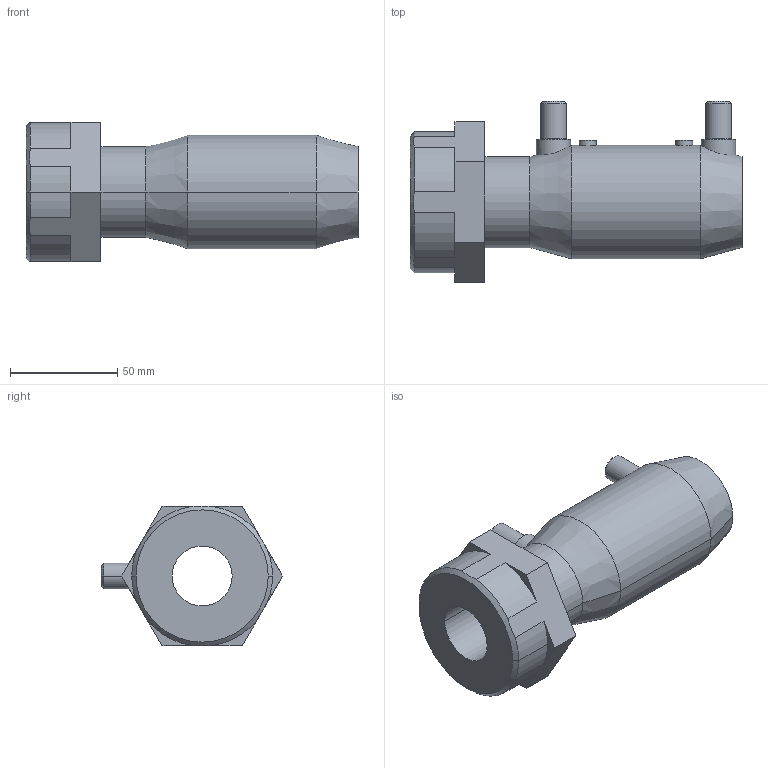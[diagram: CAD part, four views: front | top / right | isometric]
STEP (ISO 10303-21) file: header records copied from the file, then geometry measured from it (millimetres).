
FILE_DESCRIPTION( ( '' ), '1' );
FILE_NAME( 'MEBLO-A 040-R050.stp', '2015-08-31T14:25:38', ( '' ), ( '' ), ' ', ' ', ' ' );
FILE_SCHEMA( ( 'automotive_design' ) );
Length unit declared in the file: millimetre
Products named in the file (1): 1
Bounding box: 155 x 84.53 x 65 mm (x, y, z)
Volume: 216188.9 mm3; surface area: 51973.3 mm2
Topology: 1 solids, 1 shells, 81 faces, 188 edges, 116 vertices
Faces by surface type: cylinder 38, plane 25, cone 18
Entity records: 4732 total; most frequent: CARTESIAN_POINT 666, DIRECTION 414, STYLED_ITEM 386, PRESENTATION_STYLE_ASSIGNMENT 386, COLOUR_RGB 386, ORIENTED_EDGE 376, EDGE_CURVE 188, CURVE_STYLE 188
